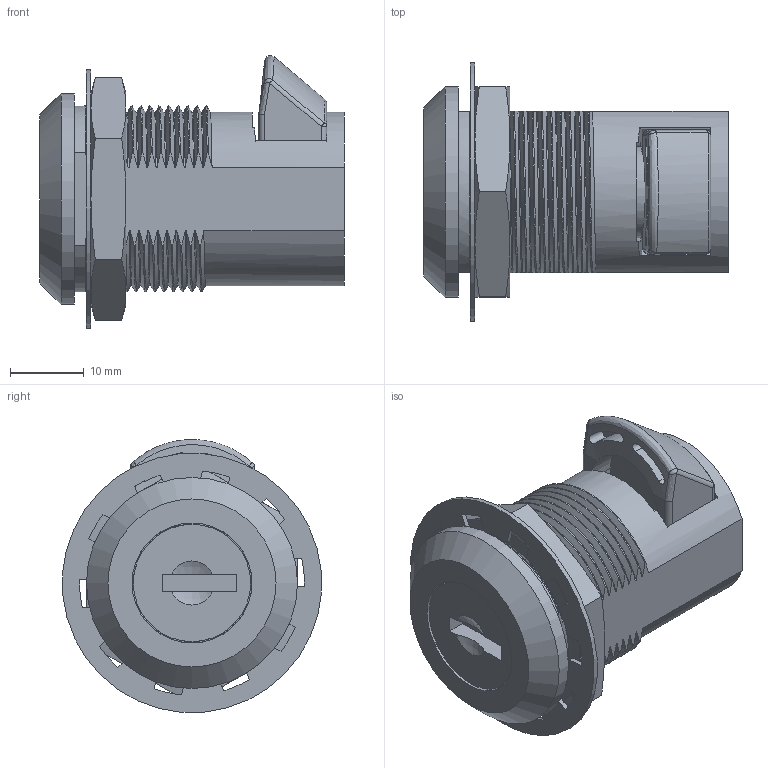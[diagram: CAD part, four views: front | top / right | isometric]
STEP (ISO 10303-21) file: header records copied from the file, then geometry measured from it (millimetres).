
FILE_DESCRIPTION((''),'2;1');
FILE_NAME('Chassis_Serrure_Clé.stp','2009-02-12T21:26:30',('Alex_Cyril'),(''),'Autodesk Inventor 11','Autodesk Inventor 11','');
FILE_SCHEMA(('AUTOMOTIVE_DESIGN { 1 0 10303 214 1 1 1 1 }'));
Length unit declared in the file: millimetre
Products named in the file (8): Chassis_Serrure_Clé; Chassis_Serrure_Ressort; Chassis_Serrure_Support; Chassis_Serrure_Insert_Clé; Chassis_Serrure_Ecrou_Hex; Chassis_Serrure_Rondelle_Ecrou; Chassis_Serrure_Came; Chassis_Serrure_Pene
Assembly tree (7 placements, depth 2):
  Chassis_Serrure_Clé
    Chassis_Serrure_Ressort
    Chassis_Serrure_Support
    Chassis_Serrure_Insert_Clé
    Chassis_Serrure_Ecrou_Hex
    Chassis_Serrure_Rondelle_Ecrou
    Chassis_Serrure_Came
    Chassis_Serrure_Pene
Bounding box: 41.45 x 35.2 x 37.1 mm (x, y, z)
Volume: 17782.6 mm3; surface area: 13793 mm2
Topology: 7 solids, 7 shells, 407 faces, 1149 edges, 752 vertices
Faces by surface type: bspline 158, plane 117, cylinder 100, cone 16, sphere 12, torus 4
Full cylindrical faces by diameter (mm): 2.997 x1, 12.7 x1, 12.903 x1, 15.95 x1, 16.307 x1, 17.018 x1, 24.209 x1, 28.702 x1, 35.306 x1
Entity records: 29662 total; most frequent: CARTESIAN_POINT 20128, ORIENTED_EDGE 2230, DIRECTION 1478, EDGE_CURVE 1115, VERTEX_POINT 744, VECTOR 516, LINE 516, AXIS2_PLACEMENT_3D 481
